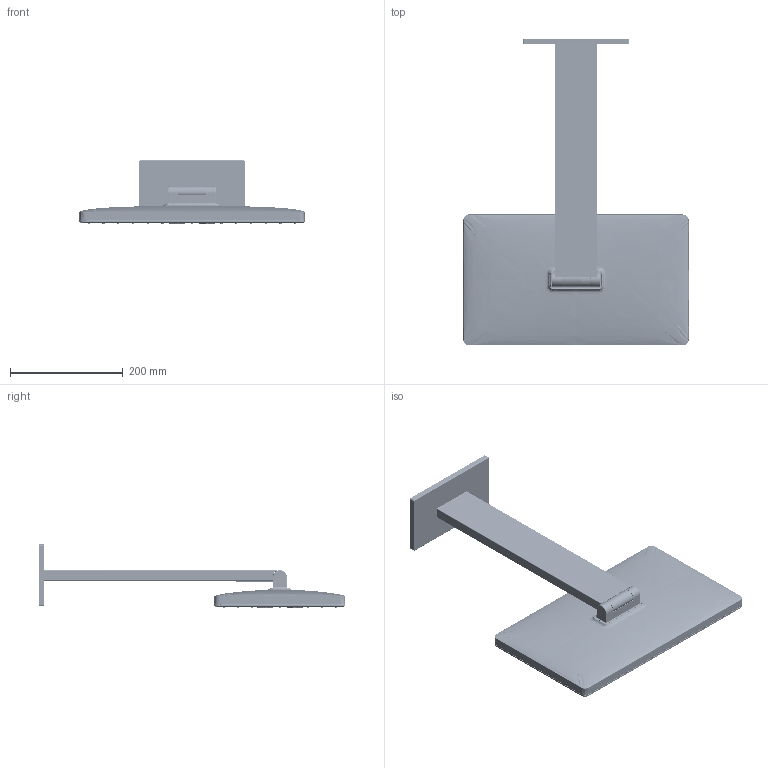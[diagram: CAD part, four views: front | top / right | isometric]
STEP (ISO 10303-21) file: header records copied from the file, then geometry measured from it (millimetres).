
FILE_DESCRIPTION(/* description */ ('AP214 STEP file'),/* implementation_level */ '2;1');
FILE_NAME(/* name */ '107055LS00_out.stp',/* time_stamp */ '2025-04-14T04:57:22+02:00',/* author */ (''),/* organization */ (''),/* preprocessor_version */ 'ST-DEVELOPER v18.1',/* originating_system */ 'Elysium Co. Ltd. STEP Translator v8.3.0.0',/* authorisation */ '');
FILE_SCHEMA (('AUTOMOTIVE_DESIGN { 1 0 10303 214 3 1 1 }'));
Products named in the file (1): 107055LS00_extract
Bounding box: 400 x 544.66 x 112.44 mm (x, y, z)
Volume: 1181974 mm3; surface area: 893204.6 mm2
Topology: 6 solids, 6 shells, 13613 faces, 33413 edges, 20030 vertices
Faces by surface type: cylinder 3162, torus 2824, plane 2811, bspline 2287, cone 1948, sphere 340, extrusion 241
Entity records: 881644 total; most frequent: CARTESIAN_POINT 511754, ORIENTED_EDGE 66826, EDGE_CURVE 33413, STYLED_ITEM 27226, AXIS2_PLACEMENT_3D 23206, VERTEX_POINT 20030, EDGE_LOOP 14687, FILL_AREA_STYLE_COLOUR 13615
